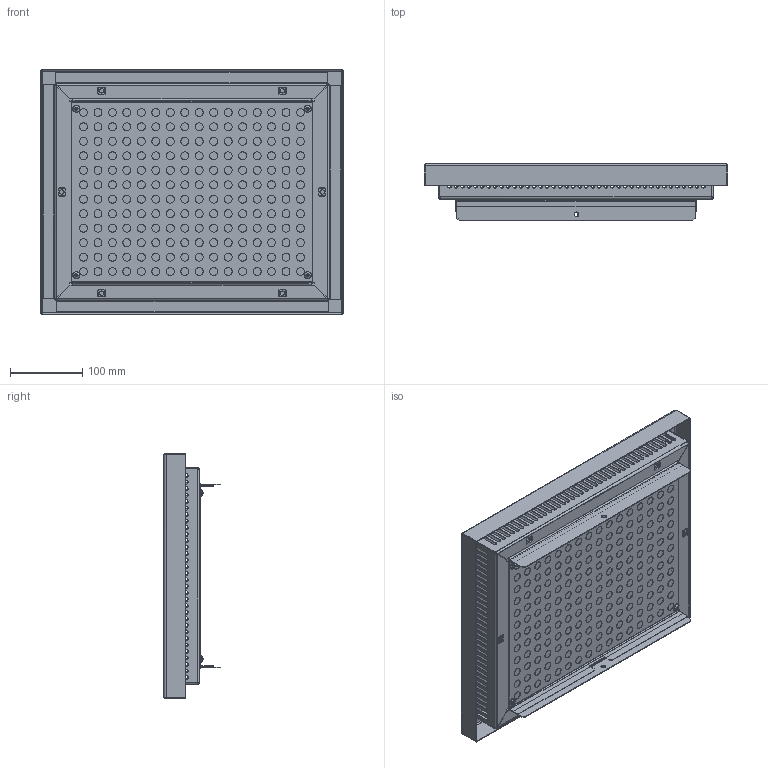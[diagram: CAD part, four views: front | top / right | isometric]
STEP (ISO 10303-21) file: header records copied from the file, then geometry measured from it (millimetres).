
FILE_DESCRIPTION (( 'STEP AP203' ), '1' );
FILE_NAME ('UR0712425034 Ïàíåëü âåíòèëÿöèîííàÿ ïîòîëî÷íàÿ áåç âåíòèëÿòîðà LC2_RS52 (1øò) (000.701.099).STEP', '2022-04-20T08:45:48', ( '' ), ( '' ), 'SwSTEP 2.0', 'SolidWorks 2017', '' );
FILE_SCHEMA (( 'CONFIG_CONTROL_DESIGN' ));
Length unit declared in the file: millimetre
Products named in the file (10): UR0712425034 Ïàíåëü âåíòèëÿöèîííàÿ ïîòîëî÷íàÿ áåç âåíòèëÿòîðà LC2_RS52 (1øò) (000.701.099); 002-379 Ñòåíêà âåðõíÿÿ; Ãàéêà êâàäðàòíàÿ_Œ6-4‚; 000.100.107 Êàðêàñ ïàíåëè âåíòèëÿöèîííîé; Ãàéêà êëåòåâàÿ_Œ6-4B; 018-24 Ýêðàí çàùèòíûé; 抔殣罻 蜬濋醂M6-4B; Âèíò ÑÌÌ-SP 4,2õ13_00; 008-301 Ñòåíêà ïðîôèëüíàÿ; Ôèëüòðóþùèé ìàòåðèàë ÔÒ-100-G2 äëÿ ïîòîëî÷íîé ïàíåëè âåíòèëÿöèîííîé
Assembly tree (18 placements, depth 3):
  UR0712425034 Ïàíåëü âåíòèëÿöèîííàÿ ïîòîëî÷íàÿ áåç âåíòèëÿòîðà LC2_RS52 (1øò) (000.701.099)
    000.100.107 Êàðêàñ ïàíåëè âåíòèëÿöèîííîé
      002-379 Ñòåíêà âåðõíÿÿ
      008-301 Ñòåíêà ïðîôèëüíàÿ  x2
    Ãàéêà êëåòåâàÿ_Œ6-4B  x6
      抔殣罻 蜬濋醂M6-4B
      Ãàéêà êâàäðàòíàÿ_Œ6-4‚
    018-24 Ýêðàí çàùèòíûé
    Âèíò ÑÌÌ-SP 4,2õ13_00  x4
    Ôèëüòðóþùèé ìàòåðèàë ÔÒ-100-G2 äëÿ ïîòîëî÷íîé ïàíåëè âåíòèëÿöèîííîé
Bounding box: 420 x 78 x 340 mm (x, y, z)
Volume: 543997.7 mm3; surface area: 961419.3 mm2
Topology: 21 solids, 21 shells, 1986 faces, 5188 edges, 3244 vertices
Faces by surface type: plane 998, cylinder 908, bspline 64, cone 8, sphere 8
Entity records: 35492 total; most frequent: CARTESIAN_POINT 6739, DIRECTION 5870, ORIENTED_EDGE 5520, EDGE_CURVE 2760, AXIS2_PLACEMENT_3D 2184, VERTEX_POINT 1781, EDGE_LOOP 1549, LINE 1502
